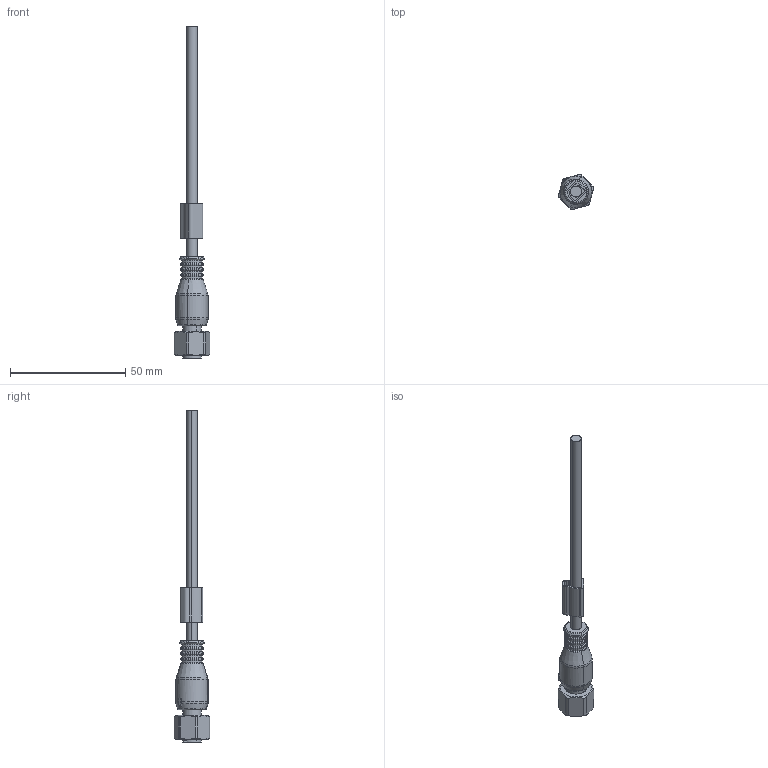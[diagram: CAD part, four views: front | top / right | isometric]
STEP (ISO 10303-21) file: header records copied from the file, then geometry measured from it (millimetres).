
FILE_DESCRIPTION(('CATIA V5 STEP Exchange','CAx-IF Rec.Pracs.--- Model Styling and Organization---1.4--- 2014-01-23'),'2;1');
FILE_NAME ('034580-2_1', '2020-04-04T06:22:17+00:00', ('none'), ('Weidmueller'), 'CATIA Version 5-6 Release 2016 SP3 HF44', 'CATIA V5 STEP AP214', 'none');
FILE_SCHEMA(('AUTOMOTIVE_DESIGN { 1 0 10303 214 1 1 1 1 }'));
Length unit declared in the file: millimetre
Products named in the file (1): 9457950200
Bounding box: 15.27 x 15.27 x 144 mm (x, y, z)
Volume: 7120.6 mm3; surface area: 6438.7 mm2
Topology: 10 solids, 10 shells, 413 faces, 998 edges, 609 vertices
Faces by surface type: cylinder 144, plane 128, cone 80, torus 41, bspline 16, revolution 4
Entity records: 11580 total; most frequent: CARTESIAN_POINT 2788, ORIENTED_EDGE 1976, DIRECTION 1419, EDGE_CURVE 988, AXIS2_PLACEMENT_3D 727, VERTEX_POINT 609, CIRCLE 472, EDGE_LOOP 443
